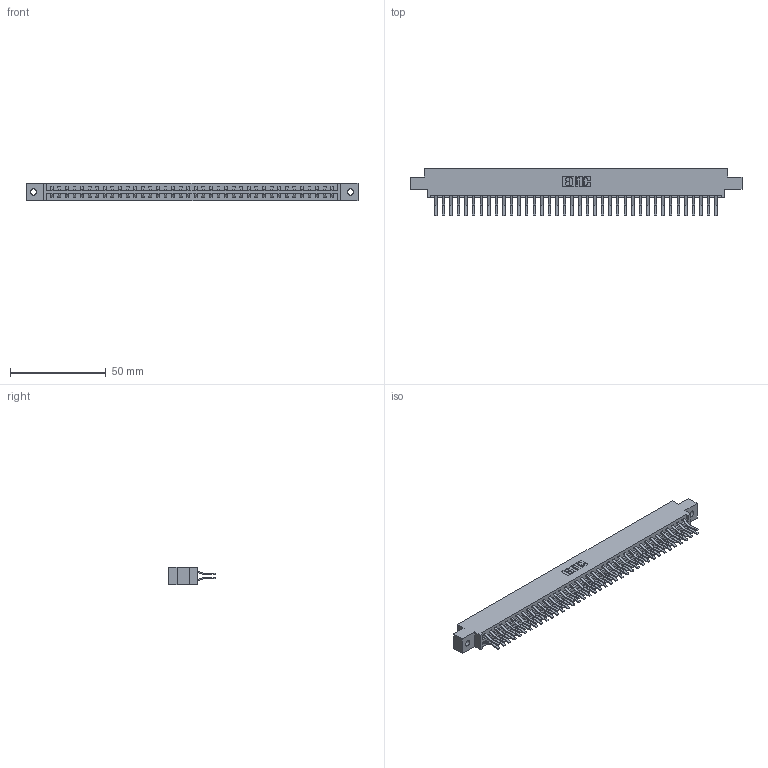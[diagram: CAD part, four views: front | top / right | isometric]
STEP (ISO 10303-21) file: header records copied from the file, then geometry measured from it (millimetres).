
FILE_DESCRIPTION (( 'STEP AP203' ), '1' );
FILE_NAME ('387-076-560-802.STEP', '2019-10-22T04:59:04', ( '' ), ( '' ), 'SwSTEP 2.0', 'SolidWorks 2016', '' );
FILE_SCHEMA (( 'CONFIG_CONTROL_DESIGN' ));
Length unit declared in the file: inch
Products named in the file (3): 345-292-001_560 Tail; 337 Part_0.170 Offset - 0.128 Dia; 387-076-560-802
Assembly tree (77 placements, depth 2):
  387-076-560-802
    337 Part_0.170 Offset - 0.128 Dia
    345-292-001_560 Tail  x76
Bounding box: 173.58 x 24.78 x 9.4 mm (x, y, z)
Volume: 18584.3 mm3; surface area: 22247.7 mm2
Topology: 77 solids, 77 shells, 4374 faces, 13015 edges, 8574 vertices
Faces by surface type: plane 2962, cylinder 1412
Entity records: 30203 total; most frequent: CARTESIAN_POINT 5094, ORIENTED_EDGE 5030, DIRECTION 4343, EDGE_CURVE 2515, LINE 2383, VECTOR 2383, VERTEX_POINT 1674, AXIS2_PLACEMENT_3D 980
